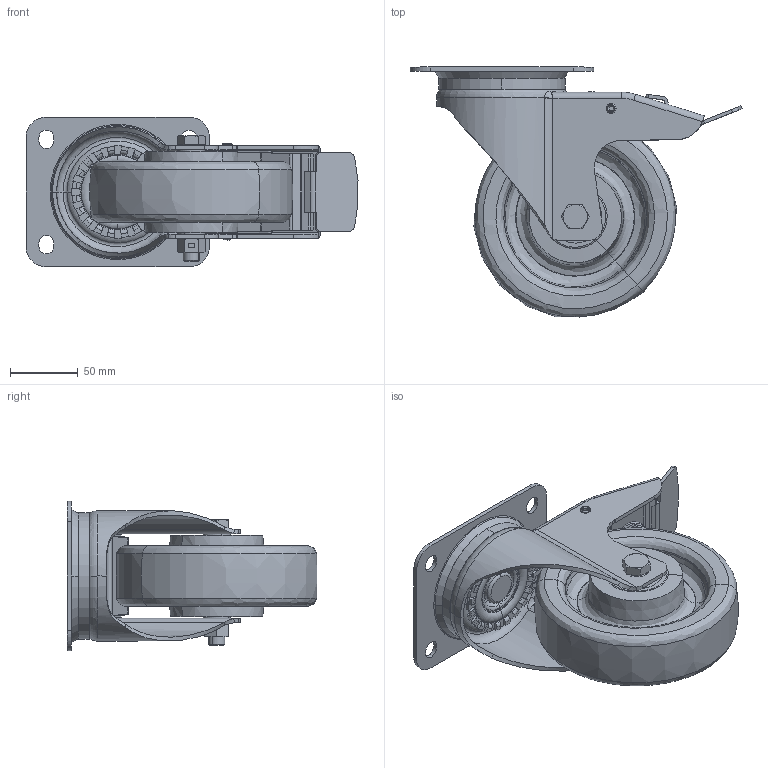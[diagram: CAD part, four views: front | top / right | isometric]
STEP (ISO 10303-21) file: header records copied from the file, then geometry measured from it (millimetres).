
FILE_DESCRIPTION (( 'STEP AP214' ), '1' );
FILE_NAME ('0056016.step', '2023-11-17T08:55:29', ( '' ), ( '' ), 'SwSTEP 2.0', 'SolidWorks 2020', '' );
FILE_SCHEMA (( 'AUTOMOTIVE_DESIGN' ));
Length unit declared in the file: millimetre
Products named in the file (1): 0056016
Bounding box: 244.14 x 183.73 x 110 mm (x, y, z)
Volume: 849473.5 mm3; surface area: 323330.1 mm2
Topology: 25 solids, 26 shells, 1516 faces, 3952 edges, 2458 vertices
Faces by surface type: plane 537, cylinder 367, torus 248, bspline 170, cone 120, sphere 74
Entity records: 75728 total; most frequent: CARTESIAN_POINT 23246, ORIENTED_EDGE 7616, DIRECTION 7375, EDGE_CURVE 3808, AXIS2_PLACEMENT_3D 2964, VERTEX_POINT 2374, CIRCLE 1617, EDGE_LOOP 1614
